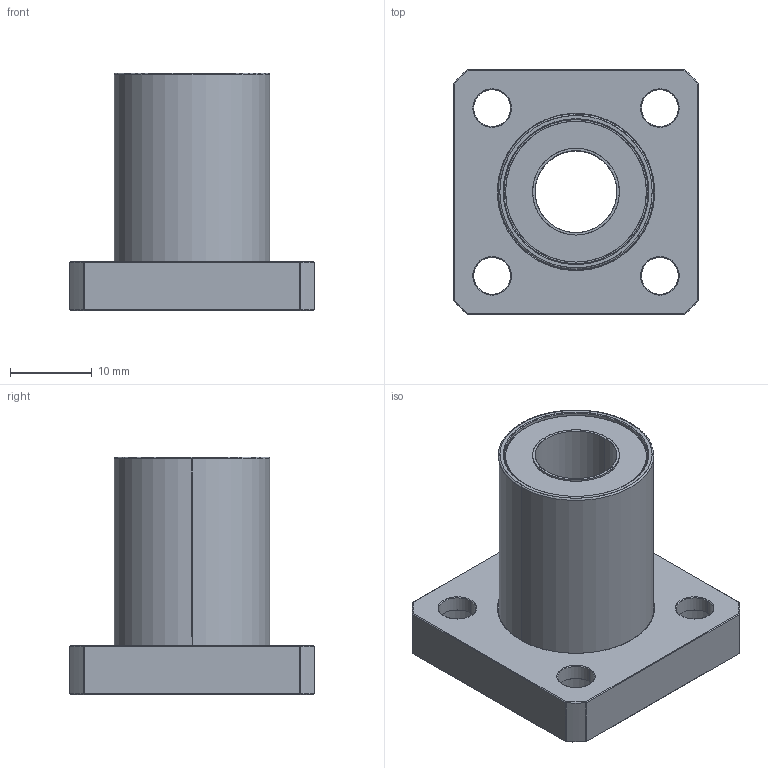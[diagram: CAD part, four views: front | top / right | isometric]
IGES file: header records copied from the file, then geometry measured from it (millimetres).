
Start section: SolidWorks IGES file using analytic representation for surfaces
Global section: file name: Ëèíåéíûé ïîäøèïíèê ñ ôëàíöåì LMK-10.IGS; native system: SolidWorks 2019; preprocessor: SolidWorks 2019; author: Êîíñòðóêòîð; date: 190522.143232; units: millimetre
Bounding box: 30 x 30 x 29 mm (x, y, z)
Surface area: 5044.2 mm2 (no closed solid volume)
Topology: 0 solids, 0 shells, 104 faces, 1774 edges, 2020 vertices
Faces by surface type: revolution 76, bspline 28
